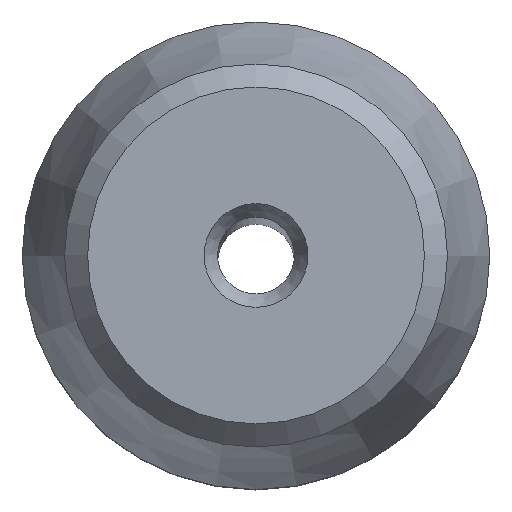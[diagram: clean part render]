
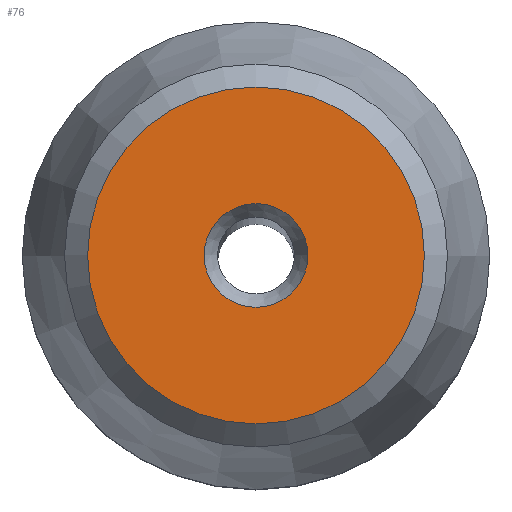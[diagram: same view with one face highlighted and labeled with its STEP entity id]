
A CAD part, top view. The second image highlights one B-rep face of the part: STEP entity #76.
In plain terms, the highlighted planar face has unit normal (0, 0, 1).
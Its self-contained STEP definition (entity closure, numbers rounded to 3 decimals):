
#50=PLANE('',#824);
#76=ADVANCED_FACE('',(#106,#107),#50,.F.);
#106=FACE_BOUND('',#140,.T.);
#107=FACE_BOUND('',#141,.T.);
#140=EDGE_LOOP('',(#182));
#141=EDGE_LOOP('',(#183));
#182=ORIENTED_EDGE('',*,*,#294,.F.);
#183=ORIENTED_EDGE('',*,*,#295,.F.);
#262=VERTEX_POINT('',#1114);
#263=VERTEX_POINT('',#1116);
#294=EDGE_CURVE('',#262,#262,#335,.T.);
#295=EDGE_CURVE('',#263,#263,#336,.T.);
#335=CIRCLE('',#822,1.35);
#336=CIRCLE('',#823,4.385);
#822=AXIS2_PLACEMENT_3D('',#1113,#941,#942);
#823=AXIS2_PLACEMENT_3D('',#1115,#943,#944);
#824=AXIS2_PLACEMENT_3D('',#1117,#945,#946);
#941=DIRECTION('',(0.,0.,1.));
#942=DIRECTION('',(-1.,0.,0.));
#943=DIRECTION('',(0.,0.,-1.));
#944=DIRECTION('',(-1.,0.,0.));
#945=DIRECTION('',(0.,0.,-1.));
#946=DIRECTION('',(-1.,0.,0.));
#1113=CARTESIAN_POINT('',(0.,0.,110.));
#1114=CARTESIAN_POINT('',(-1.35,0.,110.));
#1115=CARTESIAN_POINT('',(0.,0.,110.));
#1116=CARTESIAN_POINT('',(-4.385,0.,110.));
#1117=CARTESIAN_POINT('',(0.,0.,110.));
